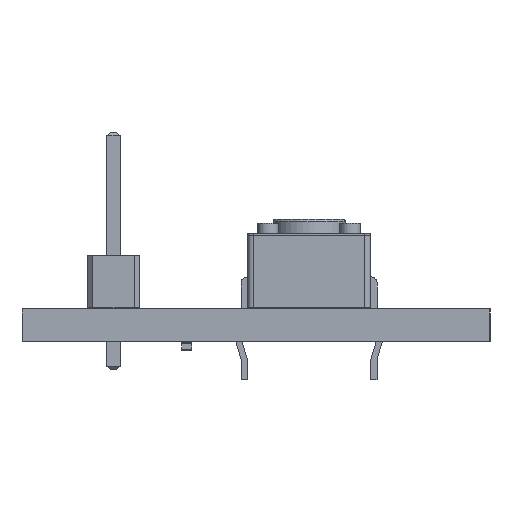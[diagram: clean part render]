
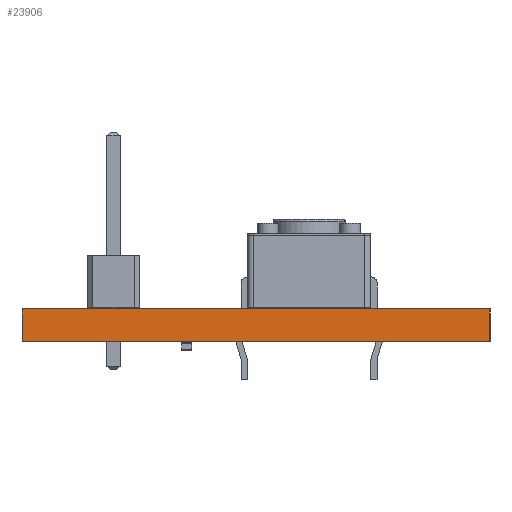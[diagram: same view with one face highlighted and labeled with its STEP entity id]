
A CAD part, left-side view. The second image highlights one B-rep face of the part: STEP entity #23906.
In plain terms, the highlighted planar face has unit normal (-1, 0, 0).
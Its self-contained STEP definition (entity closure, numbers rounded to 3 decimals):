
#23725 = PLANE('',#23726);
#23726 = AXIS2_PLACEMENT_3D('',#23727,#23728,#23729);
#23727 = CARTESIAN_POINT('',(137.16,-23.495,0.));
#23728 = DIRECTION('',(0.,-1.,0.));
#23729 = DIRECTION('',(-1.,0.,0.));
#23750 = VERTEX_POINT('',#23751);
#23751 = CARTESIAN_POINT('',(58.42,-23.495,1.6));
#23765 = PLANE('',#23766);
#23766 = AXIS2_PLACEMENT_3D('',#23767,#23768,#23769);
#23767 = CARTESIAN_POINT('',(97.79,-34.862,1.6));
#23768 = DIRECTION('',(0.,0.,1.));
#23769 = DIRECTION('',(1.,0.,0.));
#23777 = EDGE_CURVE('',#23778,#23750,#23780,.T.);
#23778 = VERTEX_POINT('',#23779);
#23779 = CARTESIAN_POINT('',(58.42,-23.495,0.));
#23780 = SURFACE_CURVE('',#23781,(#23785,#23792),.PCURVE_S1.);
#23781 = LINE('',#23782,#23783);
#23782 = CARTESIAN_POINT('',(58.42,-23.495,0.));
#23783 = VECTOR('',#23784,1.);
#23784 = DIRECTION('',(0.,0.,1.));
#23785 = PCURVE('',#23725,#23786);
#23786 = DEFINITIONAL_REPRESENTATION('',(#23787),#23791);
#23787 = LINE('',#23788,#23789);
#23788 = CARTESIAN_POINT('',(78.74,0.));
#23789 = VECTOR('',#23790,1.);
#23790 = DIRECTION('',(0.,-1.));
#23791 = ( GEOMETRIC_REPRESENTATION_CONTEXT(2) 
PARAMETRIC_REPRESENTATION_CONTEXT() REPRESENTATION_CONTEXT('2D SPACE',''
  ) );
#23792 = PCURVE('',#23793,#23798);
#23793 = PLANE('',#23794);
#23794 = AXIS2_PLACEMENT_3D('',#23795,#23796,#23797);
#23795 = CARTESIAN_POINT('',(58.42,-23.495,0.));
#23796 = DIRECTION('',(1.,0.,0.));
#23797 = DIRECTION('',(0.,-1.,0.));
#23798 = DEFINITIONAL_REPRESENTATION('',(#23799),#23803);
#23799 = LINE('',#23800,#23801);
#23800 = CARTESIAN_POINT('',(0.,0.));
#23801 = VECTOR('',#23802,1.);
#23802 = DIRECTION('',(0.,-1.));
#23803 = ( GEOMETRIC_REPRESENTATION_CONTEXT(2) 
PARAMETRIC_REPRESENTATION_CONTEXT() REPRESENTATION_CONTEXT('2D SPACE',''
  ) );
#23819 = PLANE('',#23820);
#23820 = AXIS2_PLACEMENT_3D('',#23821,#23822,#23823);
#23821 = CARTESIAN_POINT('',(97.79,-34.862,0.));
#23822 = DIRECTION('',(0.,0.,1.));
#23823 = DIRECTION('',(1.,0.,0.));
#23852 = PLANE('',#23853);
#23853 = AXIS2_PLACEMENT_3D('',#23854,#23855,#23856);
#23854 = CARTESIAN_POINT('',(58.42,-46.228,0.));
#23855 = DIRECTION('',(0.,1.,0.));
#23856 = DIRECTION('',(1.,0.,0.));
#23906 = ADVANCED_FACE('',(#23907),#23793,.F.);
#23907 = FACE_BOUND('',#23908,.F.);
#23908 = EDGE_LOOP('',(#23909,#23910,#23933,#23956));
#23909 = ORIENTED_EDGE('',*,*,#23777,.T.);
#23910 = ORIENTED_EDGE('',*,*,#23911,.T.);
#23911 = EDGE_CURVE('',#23750,#23912,#23914,.T.);
#23912 = VERTEX_POINT('',#23913);
#23913 = CARTESIAN_POINT('',(58.42,-46.228,1.6));
#23914 = SURFACE_CURVE('',#23915,(#23919,#23926),.PCURVE_S1.);
#23915 = LINE('',#23916,#23917);
#23916 = CARTESIAN_POINT('',(58.42,-23.495,1.6));
#23917 = VECTOR('',#23918,1.);
#23918 = DIRECTION('',(0.,-1.,0.));
#23919 = PCURVE('',#23793,#23920);
#23920 = DEFINITIONAL_REPRESENTATION('',(#23921),#23925);
#23921 = LINE('',#23922,#23923);
#23922 = CARTESIAN_POINT('',(0.,-1.6));
#23923 = VECTOR('',#23924,1.);
#23924 = DIRECTION('',(1.,0.));
#23925 = ( GEOMETRIC_REPRESENTATION_CONTEXT(2) 
PARAMETRIC_REPRESENTATION_CONTEXT() REPRESENTATION_CONTEXT('2D SPACE',''
  ) );
#23926 = PCURVE('',#23765,#23927);
#23927 = DEFINITIONAL_REPRESENTATION('',(#23928),#23932);
#23928 = LINE('',#23929,#23930);
#23929 = CARTESIAN_POINT('',(-39.37,11.367));
#23930 = VECTOR('',#23931,1.);
#23931 = DIRECTION('',(0.,-1.));
#23932 = ( GEOMETRIC_REPRESENTATION_CONTEXT(2) 
PARAMETRIC_REPRESENTATION_CONTEXT() REPRESENTATION_CONTEXT('2D SPACE',''
  ) );
#23933 = ORIENTED_EDGE('',*,*,#23934,.F.);
#23934 = EDGE_CURVE('',#23935,#23912,#23937,.T.);
#23935 = VERTEX_POINT('',#23936);
#23936 = CARTESIAN_POINT('',(58.42,-46.228,0.));
#23937 = SURFACE_CURVE('',#23938,(#23942,#23949),.PCURVE_S1.);
#23938 = LINE('',#23939,#23940);
#23939 = CARTESIAN_POINT('',(58.42,-46.228,0.));
#23940 = VECTOR('',#23941,1.);
#23941 = DIRECTION('',(0.,0.,1.));
#23942 = PCURVE('',#23793,#23943);
#23943 = DEFINITIONAL_REPRESENTATION('',(#23944),#23948);
#23944 = LINE('',#23945,#23946);
#23945 = CARTESIAN_POINT('',(22.733,0.));
#23946 = VECTOR('',#23947,1.);
#23947 = DIRECTION('',(0.,-1.));
#23948 = ( GEOMETRIC_REPRESENTATION_CONTEXT(2) 
PARAMETRIC_REPRESENTATION_CONTEXT() REPRESENTATION_CONTEXT('2D SPACE',''
  ) );
#23949 = PCURVE('',#23852,#23950);
#23950 = DEFINITIONAL_REPRESENTATION('',(#23951),#23955);
#23951 = LINE('',#23952,#23953);
#23952 = CARTESIAN_POINT('',(0.,0.));
#23953 = VECTOR('',#23954,1.);
#23954 = DIRECTION('',(0.,-1.));
#23955 = ( GEOMETRIC_REPRESENTATION_CONTEXT(2) 
PARAMETRIC_REPRESENTATION_CONTEXT() REPRESENTATION_CONTEXT('2D SPACE',''
  ) );
#23956 = ORIENTED_EDGE('',*,*,#23957,.F.);
#23957 = EDGE_CURVE('',#23778,#23935,#23958,.T.);
#23958 = SURFACE_CURVE('',#23959,(#23963,#23970),.PCURVE_S1.);
#23959 = LINE('',#23960,#23961);
#23960 = CARTESIAN_POINT('',(58.42,-23.495,0.));
#23961 = VECTOR('',#23962,1.);
#23962 = DIRECTION('',(0.,-1.,0.));
#23963 = PCURVE('',#23793,#23964);
#23964 = DEFINITIONAL_REPRESENTATION('',(#23965),#23969);
#23965 = LINE('',#23966,#23967);
#23966 = CARTESIAN_POINT('',(0.,0.));
#23967 = VECTOR('',#23968,1.);
#23968 = DIRECTION('',(1.,0.));
#23969 = ( GEOMETRIC_REPRESENTATION_CONTEXT(2) 
PARAMETRIC_REPRESENTATION_CONTEXT() REPRESENTATION_CONTEXT('2D SPACE',''
  ) );
#23970 = PCURVE('',#23819,#23971);
#23971 = DEFINITIONAL_REPRESENTATION('',(#23972),#23976);
#23972 = LINE('',#23973,#23974);
#23973 = CARTESIAN_POINT('',(-39.37,11.367));
#23974 = VECTOR('',#23975,1.);
#23975 = DIRECTION('',(0.,-1.));
#23976 = ( GEOMETRIC_REPRESENTATION_CONTEXT(2) 
PARAMETRIC_REPRESENTATION_CONTEXT() REPRESENTATION_CONTEXT('2D SPACE',''
  ) );
